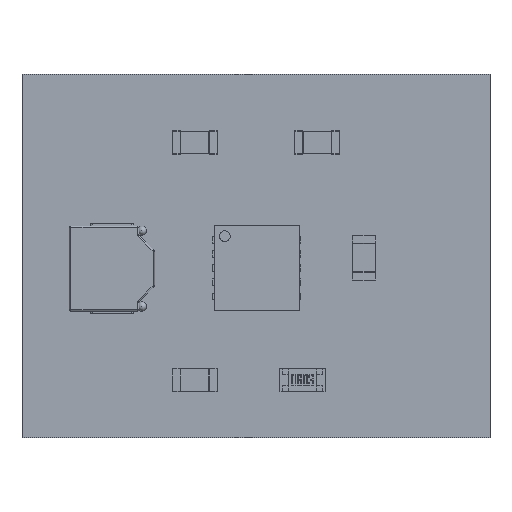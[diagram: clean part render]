
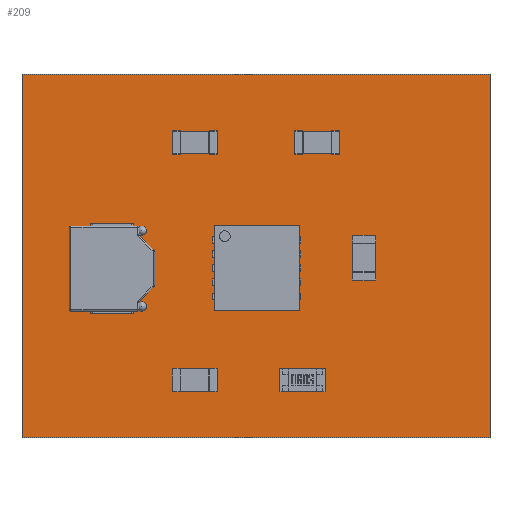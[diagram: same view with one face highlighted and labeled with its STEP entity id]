
A CAD part, top view. The second image highlights one B-rep face of the part: STEP entity #209.
In plain terms, the highlighted planar face has unit normal (0, 0, 1).
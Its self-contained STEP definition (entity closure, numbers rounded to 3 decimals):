
#80 = VERTEX_POINT('',#81);
#81 = CARTESIAN_POINT('',(97.028,65.151,0.411));
#87 = EDGE_CURVE('',#80,#88,#90,.T.);
#88 = VERTEX_POINT('',#89);
#89 = CARTESIAN_POINT('',(113.538,65.151,0.411));
#90 = LINE('',#91,#92);
#91 = CARTESIAN_POINT('',(97.028,65.151,0.411));
#92 = VECTOR('',#93,1.);
#93 = DIRECTION('',(1.,0.,0.));
#118 = EDGE_CURVE('',#88,#119,#121,.T.);
#119 = VERTEX_POINT('',#120);
#120 = CARTESIAN_POINT('',(113.538,77.978,0.411));
#121 = LINE('',#122,#123);
#122 = CARTESIAN_POINT('',(113.538,65.151,0.411));
#123 = VECTOR('',#124,1.);
#124 = DIRECTION('',(0.,1.,0.));
#149 = EDGE_CURVE('',#119,#150,#152,.T.);
#150 = VERTEX_POINT('',#151);
#151 = CARTESIAN_POINT('',(97.028,77.978,0.411));
#152 = LINE('',#153,#154);
#153 = CARTESIAN_POINT('',(113.538,77.978,0.411));
#154 = VECTOR('',#155,1.);
#155 = DIRECTION('',(-1.,0.,0.));
#180 = EDGE_CURVE('',#150,#80,#181,.T.);
#181 = LINE('',#182,#183);
#182 = CARTESIAN_POINT('',(97.028,77.978,0.411));
#183 = VECTOR('',#184,1.);
#184 = DIRECTION('',(0.,-1.,0.));
#209 = ADVANCED_FACE('',(#210),#216,.F.);
#210 = FACE_BOUND('',#211,.T.);
#211 = EDGE_LOOP('',(#212,#213,#214,#215));
#212 = ORIENTED_EDGE('',*,*,#87,.T.);
#213 = ORIENTED_EDGE('',*,*,#118,.T.);
#214 = ORIENTED_EDGE('',*,*,#149,.T.);
#215 = ORIENTED_EDGE('',*,*,#180,.T.);
#216 = PLANE('',#217);
#217 = AXIS2_PLACEMENT_3D('',#218,#219,#220);
#218 = CARTESIAN_POINT('',(97.028,65.151,0.411));
#219 = DIRECTION('',(0.,0.,-1.));
#220 = DIRECTION('',(-1.,0.,0.));
